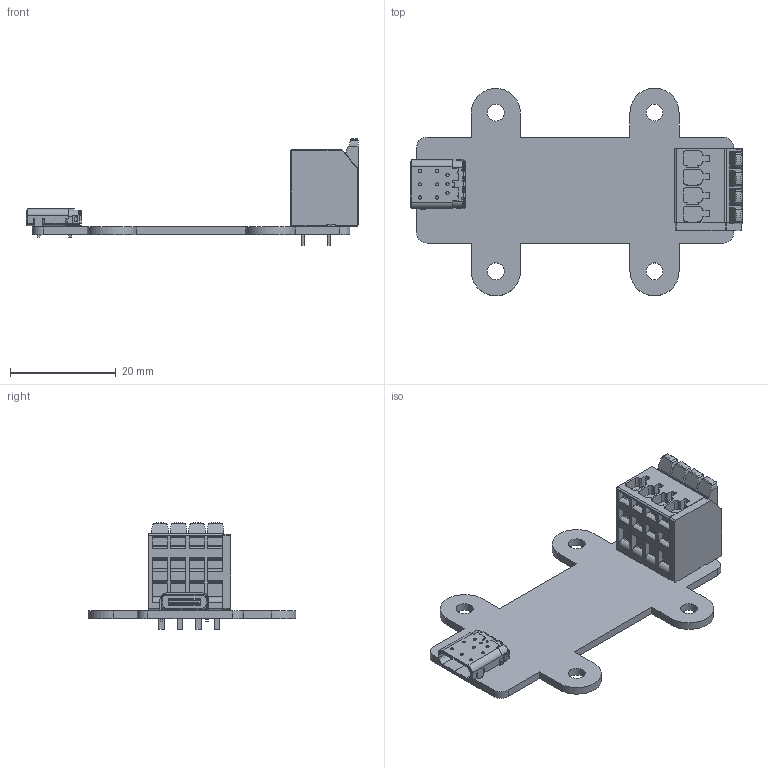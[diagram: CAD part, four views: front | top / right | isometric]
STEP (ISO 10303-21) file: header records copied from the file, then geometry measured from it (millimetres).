
FILE_DESCRIPTION(('KiCad electronic assembly'),'2;1');
FILE_NAME('entree.step','2025-03-05T12:31:02',('Pcbnew'),('Kicad'), 'Open CASCADE STEP processor 7.8','KiCad to STEP converter','Unknown' );
FILE_SCHEMA(('AUTOMOTIVE_DESIGN { 1 0 10303 214 1 1 1 1 }'));
Length unit declared in the file: millimetre
Products named in the file (4): entree 1; 12401598E4#2A; 2601-3104; entree_PCB
Assembly tree (3 placements, depth 2):
  entree 1
    12401598E4#2A
    2601-3104
    entree_PCB
Bounding box: 62.77 x 39.3 x 20.18 mm (x, y, z)
Volume: 4942.3 mm3; surface area: 6510.6 mm2
Topology: 55 solids, 55 shells, 1253 faces, 3242 edges, 2124 vertices
Faces by surface type: plane 822, cylinder 414, cone 8, torus 5, bspline 4
Full cylindrical faces by diameter (mm): 0.65 x1, 1.2 x8, 3.2 x4
Entity records: 43550 total; most frequent: CARTESIAN_POINT 7251, ORIENTED_EDGE 6484, DIRECTION 6462, EDGE_CURVE 3242, LINE 2356, VECTOR 2356, VERTEX_POINT 2124, AXIS2_PLACEMENT_3D 2053
